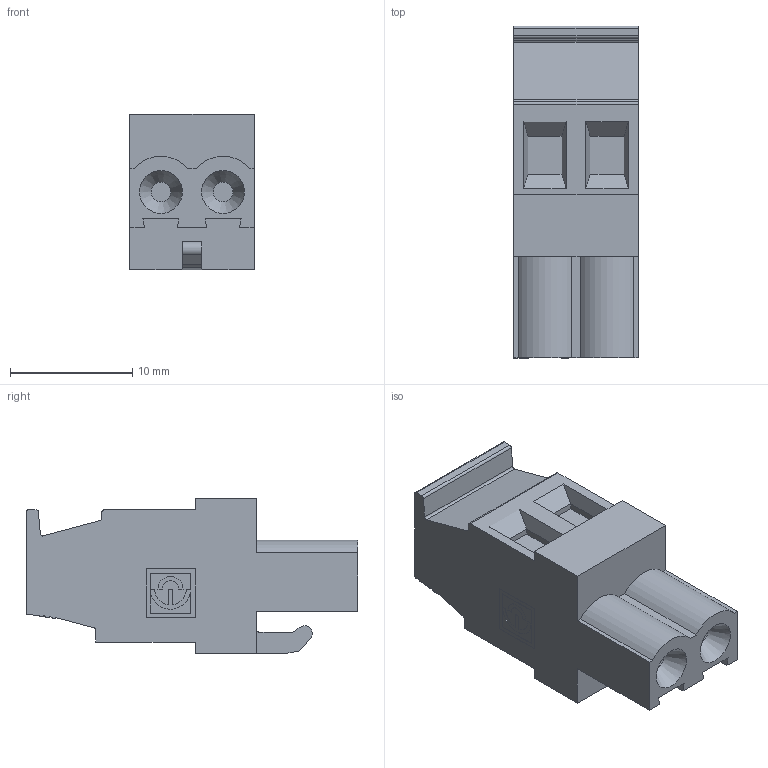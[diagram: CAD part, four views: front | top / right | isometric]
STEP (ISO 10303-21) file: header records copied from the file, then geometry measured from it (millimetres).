
FILE_DESCRIPTION(('STEP AP214'),'1');
FILE_NAME('SV02-5,08-P.stp','2020-05-11T07:31:08',(' '),(' '),'Spatial InterOp 3D',' ',' ');
FILE_SCHEMA(('automotive_design'));
Length unit declared in the file: metre
Products named in the file (1): 1
Bounding box: 10.16 x 27.1 x 12.7 mm (x, y, z)
Volume: 2282.5 mm3; surface area: 1493.6 mm2
Topology: 1 solids, 1 shells, 125 faces, 326 edges, 213 vertices
Faces by surface type: plane 90, cylinder 32, cone 2, extrusion 1
Full cylindrical faces by diameter (mm): 1.6 x2, 4 x2
Entity records: 4768 total; most frequent: CARTESIAN_POINT 671, DIRECTION 635, ORIENTED_EDGE 632, EDGE_CURVE 316, VECTOR 241, LINE 240, VERTEX_POINT 209, AXIS2_PLACEMENT_3D 197
